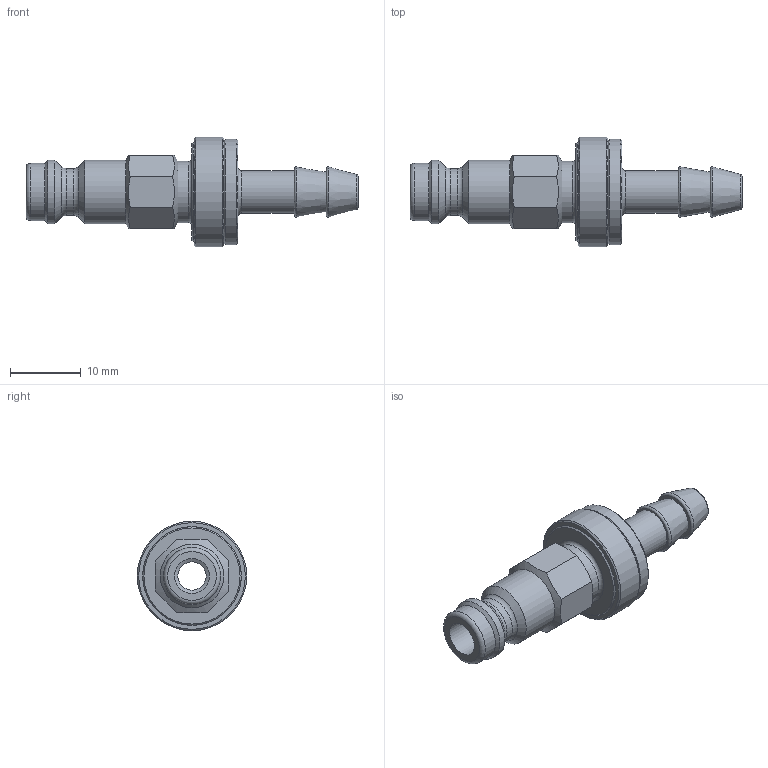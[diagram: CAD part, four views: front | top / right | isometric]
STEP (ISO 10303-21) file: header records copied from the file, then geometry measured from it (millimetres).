
FILE_DESCRIPTION((''),'2;1');
FILE_NAME('21sftf06mxx8.stp','2015-01-13T14:10:59',('SSC01480'),(''),'Autodesk Inventor 2013','Autodesk Inventor 2013','');
FILE_SCHEMA(('AUTOMOTIVE_DESIGN { 1 0 10303 214 1 1 1 1 }'));
Length unit declared in the file: millimetre
Products named in the file (3): D113151; D113153; D104771
Assembly tree (2 placements, depth 2):
  D113151
    D113153
    D104771
Bounding box: 47 x 15.5 x 15.5 mm (x, y, z)
Volume: 2473.6 mm3; surface area: 2768.8 mm2
Topology: 2 solids, 2 shells, 52 faces, 104 edges, 61 vertices
Faces by surface type: plane 17, cone 14, cylinder 13, torus 8
Full cylindrical faces by diameter (mm): 4 x1, 4.95 x1, 6.05 x1, 6.65 x1, 8.1 x1, 8.7 x1, 9 x2, 13.85 x1, 14 x1, 14.05 x1, 15 x1, 15.5 x1
Entity records: 1219 total; most frequent: CARTESIAN_POINT 215, DIRECTION 208, ORIENTED_EDGE 134, AXIS2_PLACEMENT_3D 100, EDGE_LOOP 96, EDGE_CURVE 67, VERTEX_POINT 59, FACE_OUTER_BOUND 52
